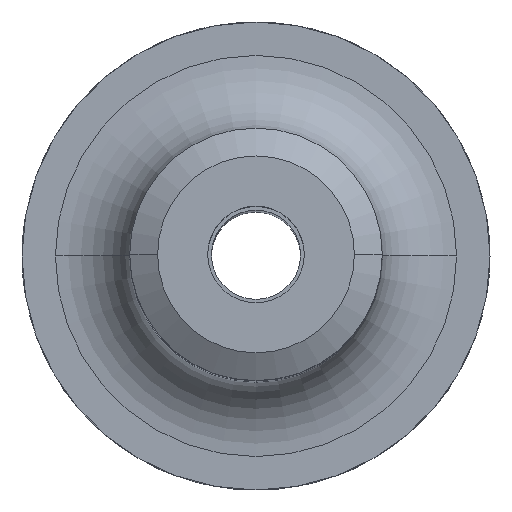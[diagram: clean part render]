
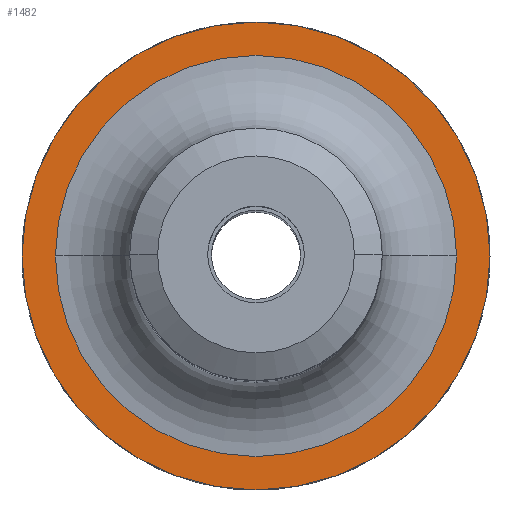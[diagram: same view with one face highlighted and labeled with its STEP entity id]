
A CAD part, top view. The second image highlights one B-rep face of the part: STEP entity #1482.
In plain terms, the highlighted planar face has unit normal (0, 0, 1).
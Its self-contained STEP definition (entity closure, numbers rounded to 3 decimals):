
#40 = CARTESIAN_POINT ( 'NONE',  ( -31.5, 0., 27. ) ) ;
#79 = EDGE_CURVE ( 'NONE', #1828, #1228, #578, .T. ) ;
#97 = CARTESIAN_POINT ( 'NONE',  ( 27., 0., 27. ) ) ;
#107 = CIRCLE ( 'NONE', #1437, 27. ) ;
#129 = DIRECTION ( 'NONE',  ( -1., 0., 0. ) ) ;
#176 = CARTESIAN_POINT ( 'NONE',  ( 0., 0., 27. ) ) ;
#273 = CARTESIAN_POINT ( 'NONE',  ( 0., 0., 27. ) ) ;
#439 = PLANE ( 'NONE',  #1137 ) ;
#445 = CARTESIAN_POINT ( 'NONE',  ( 0., 0., 27. ) ) ;
#474 = EDGE_LOOP ( 'NONE', ( #1455, #1877 ) ) ;
#557 = EDGE_CURVE ( 'NONE', #1152, #789, #107, .T. ) ;
#569 = CIRCLE ( 'NONE', #1655, 31.5 ) ;
#578 = CIRCLE ( 'NONE', #906, 31.5 ) ;
#582 = DIRECTION ( 'NONE',  ( 0., 0., -1. ) ) ;
#609 = ORIENTED_EDGE ( 'NONE', *, *, #1320, .F. ) ;
#728 = CIRCLE ( 'NONE', #838, 27. ) ;
#773 = DIRECTION ( 'NONE',  ( 0., 0., -1. ) ) ;
#789 = VERTEX_POINT ( 'NONE', #97 ) ;
#838 = AXIS2_PLACEMENT_3D ( 'NONE', #1220, #773, #1492 ) ;
#906 = AXIS2_PLACEMENT_3D ( 'NONE', #176, #1681, #1096 ) ;
#1011 = FACE_OUTER_BOUND ( 'NONE', #1302, .T. ) ;
#1096 = DIRECTION ( 'NONE',  ( -1., 0., 0. ) ) ;
#1137 = AXIS2_PLACEMENT_3D ( 'NONE', #273, #582, #129 ) ;
#1152 = VERTEX_POINT ( 'NONE', #1188 ) ;
#1163 = FACE_BOUND ( 'NONE', #474, .T. ) ;
#1169 = CARTESIAN_POINT ( 'NONE',  ( 31.5, 0., 27. ) ) ;
#1188 = CARTESIAN_POINT ( 'NONE',  ( -27., 0., 27. ) ) ;
#1220 = CARTESIAN_POINT ( 'NONE',  ( 0., 0., 27. ) ) ;
#1228 = VERTEX_POINT ( 'NONE', #40 ) ;
#1248 = CARTESIAN_POINT ( 'NONE',  ( 0., 0., 27. ) ) ;
#1302 = EDGE_LOOP ( 'NONE', ( #609, #1361 ) ) ;
#1320 = EDGE_CURVE ( 'NONE', #1228, #1828, #569, .T. ) ;
#1324 = DIRECTION ( 'NONE',  ( 0., 0., -1. ) ) ;
#1337 = DIRECTION ( 'NONE',  ( -1., 0., 0. ) ) ;
#1361 = ORIENTED_EDGE ( 'NONE', *, *, #79, .F. ) ;
#1382 = DIRECTION ( 'NONE',  ( 0., 0., -1. ) ) ;
#1437 = AXIS2_PLACEMENT_3D ( 'NONE', #445, #1324, #1337 ) ;
#1455 = ORIENTED_EDGE ( 'NONE', *, *, #557, .T. ) ;
#1482 = ADVANCED_FACE ( 'NONE', ( #1163, #1011 ), #439, .F. ) ;
#1492 = DIRECTION ( 'NONE',  ( -1., 0., 0. ) ) ;
#1567 = EDGE_CURVE ( 'NONE', #789, #1152, #728, .T. ) ;
#1655 = AXIS2_PLACEMENT_3D ( 'NONE', #1248, #1382, #1680 ) ;
#1680 = DIRECTION ( 'NONE',  ( -1., 0., 0. ) ) ;
#1681 = DIRECTION ( 'NONE',  ( 0., 0., -1. ) ) ;
#1828 = VERTEX_POINT ( 'NONE', #1169 ) ;
#1877 = ORIENTED_EDGE ( 'NONE', *, *, #1567, .T. ) ;
